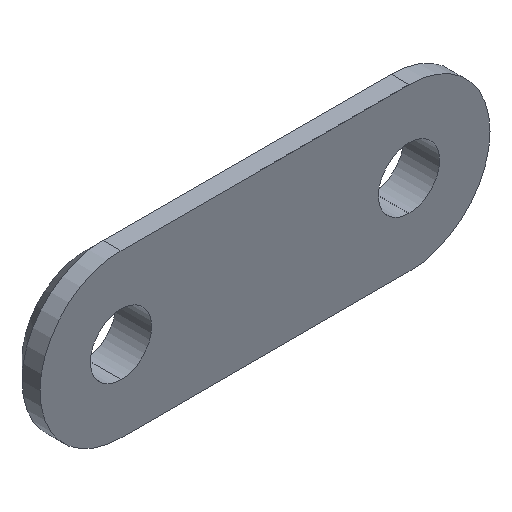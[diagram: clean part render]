
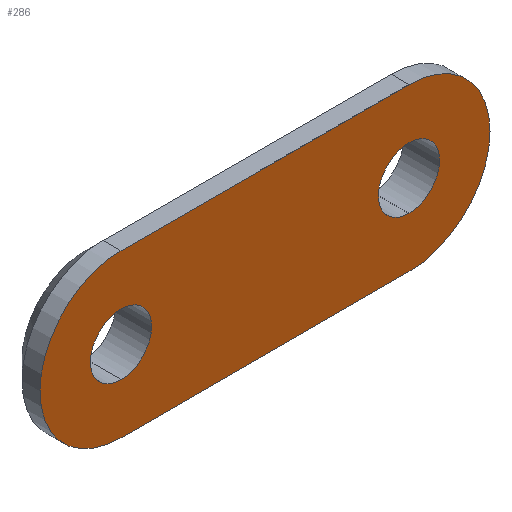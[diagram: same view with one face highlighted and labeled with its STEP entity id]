
A CAD part, isometric view. The second image highlights one B-rep face of the part: STEP entity #286.
In plain terms, the highlighted planar face has unit normal (0, -1, 0).
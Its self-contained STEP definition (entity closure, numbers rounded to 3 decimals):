
#5 = EDGE_CURVE ( 'NONE', #36, #41, #434, .T. ) ;
#6 = CARTESIAN_POINT ( 'NONE',  ( -8., 0., 4.5 ) ) ;
#9 = DIRECTION ( 'NONE',  ( 0., 1., 0. ) ) ;
#11 = CARTESIAN_POINT ( 'NONE',  ( 8., 0., -4.5 ) ) ;
#20 = ORIENTED_EDGE ( 'NONE', *, *, #193, .T. ) ;
#27 = EDGE_CURVE ( 'NONE', #41, #356, #418, .T. ) ;
#33 = AXIS2_PLACEMENT_3D ( 'NONE', #148, #9, #386 ) ;
#36 = VERTEX_POINT ( 'NONE', #423 ) ;
#40 = VECTOR ( 'NONE', #322, 1000. ) ;
#41 = VERTEX_POINT ( 'NONE', #6 ) ;
#45 = CIRCLE ( 'NONE', #268, 4.5 ) ;
#61 = VERTEX_POINT ( 'NONE', #223 ) ;
#91 = EDGE_CURVE ( 'NONE', #106, #36, #355, .T. ) ;
#97 = CARTESIAN_POINT ( 'NONE',  ( 8., 0., 4.5 ) ) ;
#99 = CARTESIAN_POINT ( 'NONE',  ( -8., 0., 0. ) ) ;
#101 = DIRECTION ( 'NONE',  ( 0., 1., 0. ) ) ;
#105 = CIRCLE ( 'NONE', #317, 1.7 ) ;
#106 = VERTEX_POINT ( 'NONE', #288 ) ;
#114 = ORIENTED_EDGE ( 'NONE', *, *, #263, .F. ) ;
#115 = ORIENTED_EDGE ( 'NONE', *, *, #91, .F. ) ;
#122 = CARTESIAN_POINT ( 'NONE',  ( 8., 0., -1.7 ) ) ;
#131 = AXIS2_PLACEMENT_3D ( 'NONE', #154, #151, #430 ) ;
#138 = VECTOR ( 'NONE', #246, 1000. ) ;
#143 = CARTESIAN_POINT ( 'NONE',  ( 8., 0., 4.5 ) ) ;
#145 = EDGE_LOOP ( 'NONE', ( #153, #115, #114, #341 ) ) ;
#148 = CARTESIAN_POINT ( 'NONE',  ( -8., 0., 0. ) ) ;
#151 = DIRECTION ( 'NONE',  ( 0., 1., 0. ) ) ;
#153 = ORIENTED_EDGE ( 'NONE', *, *, #5, .F. ) ;
#154 = CARTESIAN_POINT ( 'NONE',  ( 8., 0., 0. ) ) ;
#166 = EDGE_CURVE ( 'NONE', #301, #173, #311, .T. ) ;
#173 = VERTEX_POINT ( 'NONE', #122 ) ;
#174 = ORIENTED_EDGE ( 'NONE', *, *, #198, .T. ) ;
#193 = EDGE_CURVE ( 'NONE', #173, #301, #244, .T. ) ;
#198 = EDGE_CURVE ( 'NONE', #61, #279, #219, .T. ) ;
#199 = CARTESIAN_POINT ( 'NONE',  ( 8., 0., 1.7 ) ) ;
#202 = DIRECTION ( 'NONE',  ( 0., 0., 1. ) ) ;
#215 = FACE_OUTER_BOUND ( 'NONE', #145, .T. ) ;
#219 = CIRCLE ( 'NONE', #252, 1.7 ) ;
#223 = CARTESIAN_POINT ( 'NONE',  ( -8., 0., 1.7 ) ) ;
#232 = CARTESIAN_POINT ( 'NONE',  ( 8., 0., 0. ) ) ;
#244 = CIRCLE ( 'NONE', #404, 1.7 ) ;
#246 = DIRECTION ( 'NONE',  ( 1., 0., 0. ) ) ;
#252 = AXIS2_PLACEMENT_3D ( 'NONE', #256, #433, #437 ) ;
#256 = CARTESIAN_POINT ( 'NONE',  ( -8., 0., 0. ) ) ;
#261 = DIRECTION ( 'NONE',  ( 0., 0., 1. ) ) ;
#263 = EDGE_CURVE ( 'NONE', #356, #106, #45, .T. ) ;
#268 = AXIS2_PLACEMENT_3D ( 'NONE', #232, #372, #202 ) ;
#272 = FACE_BOUND ( 'NONE', #334, .T. ) ;
#279 = VERTEX_POINT ( 'NONE', #409 ) ;
#285 = ORIENTED_EDGE ( 'NONE', *, *, #166, .T. ) ;
#286 = ADVANCED_FACE ( 'NONE', ( #318, #272, #215 ), #295, .F. ) ;
#288 = CARTESIAN_POINT ( 'NONE',  ( 8., 0., -4.5 ) ) ;
#295 = PLANE ( 'NONE',  #387 ) ;
#301 = VERTEX_POINT ( 'NONE', #199 ) ;
#311 = CIRCLE ( 'NONE', #131, 1.7 ) ;
#317 = AXIS2_PLACEMENT_3D ( 'NONE', #99, #375, #261 ) ;
#318 = FACE_BOUND ( 'NONE', #406, .T. ) ;
#321 = EDGE_CURVE ( 'NONE', #279, #61, #105, .T. ) ;
#322 = DIRECTION ( 'NONE',  ( -1., 0., 0. ) ) ;
#332 = CARTESIAN_POINT ( 'NONE',  ( 8., 0., 0. ) ) ;
#334 = EDGE_LOOP ( 'NONE', ( #285, #20 ) ) ;
#341 = ORIENTED_EDGE ( 'NONE', *, *, #27, .F. ) ;
#355 = LINE ( 'NONE', #11, #40 ) ;
#356 = VERTEX_POINT ( 'NONE', #97 ) ;
#371 = CARTESIAN_POINT ( 'NONE',  ( -8., 0., 0. ) ) ;
#372 = DIRECTION ( 'NONE',  ( 0., 1., 0. ) ) ;
#375 = DIRECTION ( 'NONE',  ( 0., 1., 0. ) ) ;
#384 = ORIENTED_EDGE ( 'NONE', *, *, #321, .T. ) ;
#386 = DIRECTION ( 'NONE',  ( 0., 0., 1. ) ) ;
#387 = AXIS2_PLACEMENT_3D ( 'NONE', #371, #101, #410 ) ;
#397 = DIRECTION ( 'NONE',  ( 0., 1., 0. ) ) ;
#398 = DIRECTION ( 'NONE',  ( 0., 0., 1. ) ) ;
#404 = AXIS2_PLACEMENT_3D ( 'NONE', #332, #397, #398 ) ;
#406 = EDGE_LOOP ( 'NONE', ( #174, #384 ) ) ;
#409 = CARTESIAN_POINT ( 'NONE',  ( -8., 0., -1.7 ) ) ;
#410 = DIRECTION ( 'NONE',  ( 0., 0., 1. ) ) ;
#418 = LINE ( 'NONE', #143, #138 ) ;
#423 = CARTESIAN_POINT ( 'NONE',  ( -8., 0., -4.5 ) ) ;
#430 = DIRECTION ( 'NONE',  ( 0., 0., 1. ) ) ;
#433 = DIRECTION ( 'NONE',  ( 0., 1., 0. ) ) ;
#434 = CIRCLE ( 'NONE', #33, 4.5 ) ;
#437 = DIRECTION ( 'NONE',  ( 0., 0., 1. ) ) ;
